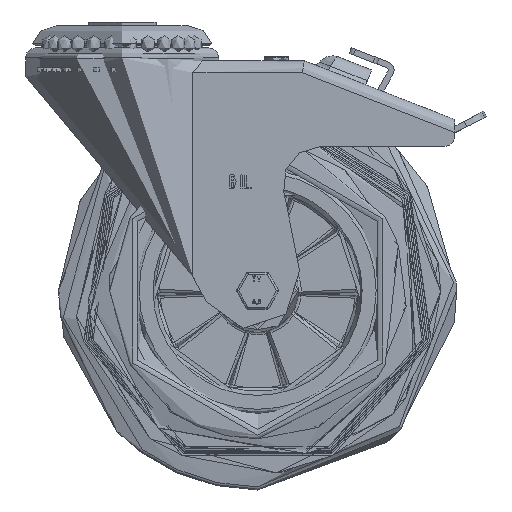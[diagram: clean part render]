
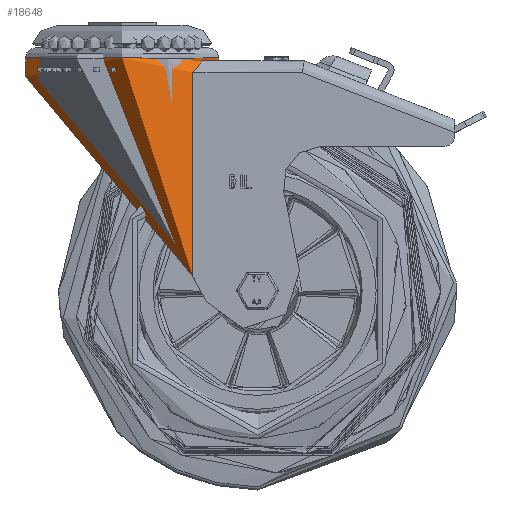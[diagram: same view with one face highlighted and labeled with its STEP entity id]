
A CAD part, front view. The second image highlights one B-rep face of the part: STEP entity #18648.
In plain terms, the highlighted cylindrical face has radius 48.5 mm (diameter 97 mm), a full revolution.
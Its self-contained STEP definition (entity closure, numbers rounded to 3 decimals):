
#292=B_SPLINE_CURVE_WITH_KNOTS('',3,(#28436,#28437,#28438,#28439,#28440,
#28441,#28442,#28443,#28444,#28445),.UNSPECIFIED.,.F.,.F.,(4,2,2,2,4),(-3.035,
-2.748,-2.46,-2.233,-2.006),
 .UNSPECIFIED.);
#293=B_SPLINE_CURVE_WITH_KNOTS('',3,(#28449,#28450,#28451,#28452,#28453,
#28454,#28455,#28456,#28457,#28458,#28459,#28460,#28461,#28462,#28463,#28464,
#28465,#28466,#28467,#28468,#28469,#28470,#28471,#28472,#28473,#28474,#28475,
#28476,#28477,#28478,#28479,#28480,#28481,#28482,#28483,#28484,#28485,#28486,
#28487,#28488,#28489,#28490,#28491,#28492,#28493,#28494,#28495,#28496,#28497,
#28498,#28499,#28500,#28501,#28502),.UNSPECIFIED.,.F.,.F.,(4,2,2,2,2,2,
2,2,2,2,2,2,2,2,2,2,2,2,2,2,2,2,2,2,2,2,4),(-33.797,-33.02,
-31.487,-29.955,-28.422,-26.889,
-25.656,-24.423,-23.19,-21.957,
-21.126,-20.295,-19.465,-18.634,
-17.803,-16.972,-16.142,-15.311,
-14.078,-12.845,-11.612,-10.379,
-8.846,-7.313,-5.78,-4.247,
-3.471),.UNSPECIFIED.);
#294=B_SPLINE_CURVE_WITH_KNOTS('',3,(#28505,#28506,#28507,#28508,#28509,
#28510,#28511,#28512,#28513,#28514),.UNSPECIFIED.,.F.,.F.,(4,2,2,2,4),(0.,
0.227,0.454,0.741,1.029),
 .UNSPECIFIED.);
#1638=CYLINDRICAL_SURFACE('',#20294,48.5);
#2190=LINE('',#28432,#3389);
#2191=LINE('',#28447,#3390);
#2192=LINE('',#28504,#3391);
#3389=VECTOR('',#23169,48.5);
#3390=VECTOR('',#23172,1000.);
#3391=VECTOR('',#23173,1000.);
#4667=FACE_OUTER_BOUND('',#5820,.T.);
#5820=EDGE_LOOP('',(#13717,#13718,#13719,#13720,#13721,#13722,#13723,#13724,
#13725,#13726));
#7016=CIRCLE('',#20261,48.5);
#7040=CIRCLE('',#20295,48.5);
#7041=CIRCLE('',#20296,48.5);
#8284=VERTEX_POINT('',#28361);
#8309=VERTEX_POINT('',#28429);
#8310=VERTEX_POINT('',#28430);
#8311=VERTEX_POINT('',#28433);
#8312=VERTEX_POINT('',#28435);
#8313=VERTEX_POINT('',#28446);
#8314=VERTEX_POINT('',#28448);
#8315=VERTEX_POINT('',#28503);
#10266=EDGE_CURVE('',#8284,#8284,#7016,.T.);
#10299=EDGE_CURVE('',#8309,#8310,#7040,.T.);
#10300=EDGE_CURVE('',#8310,#8284,#2190,.T.);
#10301=EDGE_CURVE('',#8310,#8311,#7041,.T.);
#10302=EDGE_CURVE('',#8312,#8311,#292,.F.);
#10303=EDGE_CURVE('',#8312,#8313,#2191,.T.);
#10304=EDGE_CURVE('',#8313,#8314,#293,.T.);
#10305=EDGE_CURVE('',#8314,#8315,#2192,.T.);
#10306=EDGE_CURVE('',#8309,#8315,#294,.F.);
#13717=ORIENTED_EDGE('',*,*,#10299,.T.);
#13718=ORIENTED_EDGE('',*,*,#10300,.T.);
#13719=ORIENTED_EDGE('',*,*,#10266,.F.);
#13720=ORIENTED_EDGE('',*,*,#10300,.F.);
#13721=ORIENTED_EDGE('',*,*,#10301,.T.);
#13722=ORIENTED_EDGE('',*,*,#10302,.F.);
#13723=ORIENTED_EDGE('',*,*,#10303,.T.);
#13724=ORIENTED_EDGE('',*,*,#10304,.T.);
#13725=ORIENTED_EDGE('',*,*,#10305,.T.);
#13726=ORIENTED_EDGE('',*,*,#10306,.F.);
#18648=ADVANCED_FACE('',(#4667),#1638,.T.);
#20261=AXIS2_PLACEMENT_3D('',#28362,#23090,#23091);
#20294=AXIS2_PLACEMENT_3D('',#28428,#23165,#23166);
#20295=AXIS2_PLACEMENT_3D('',#28431,#23167,#23168);
#20296=AXIS2_PLACEMENT_3D('',#28434,#23170,#23171);
#23090=DIRECTION('center_axis',(0.,0.,1.));
#23091=DIRECTION('ref_axis',(-1.,0.,0.));
#23165=DIRECTION('center_axis',(0.,0.,-1.));
#23166=DIRECTION('ref_axis',(-1.,0.,0.));
#23167=DIRECTION('center_axis',(0.,0.,1.));
#23168=DIRECTION('ref_axis',(-1.,0.,0.));
#23169=DIRECTION('',(0.,0.,1.));
#23170=DIRECTION('center_axis',(0.,0.,1.));
#23171=DIRECTION('ref_axis',(-1.,0.,0.));
#23172=DIRECTION('',(0.,0.,-1.));
#23173=DIRECTION('',(0.,0.,1.));
#28361=CARTESIAN_POINT('',(48.5,0.,-6.));
#28362=CARTESIAN_POINT('Origin',(0.,0.,-6.));
#28428=CARTESIAN_POINT('Origin',(0.,0.,-2.));
#28429=CARTESIAN_POINT('',(40.29,-27.,-7.5));
#28430=CARTESIAN_POINT('',(48.5,0.,-7.5));
#28431=CARTESIAN_POINT('Origin',(0.,0.,-7.5));
#28432=CARTESIAN_POINT('',(48.5,0.,-2.));
#28433=CARTESIAN_POINT('',(40.29,27.,-7.5));
#28434=CARTESIAN_POINT('Origin',(0.,0.,-7.5));
#28435=CARTESIAN_POINT('',(35.542,33.,-13.5));
#28436=CARTESIAN_POINT('Ctrl Pts',(40.29,27.,-7.5));
#28437=CARTESIAN_POINT('Ctrl Pts',(39.756,27.796,-7.5));
#28438=CARTESIAN_POINT('Ctrl Pts',(39.157,28.634,-7.666));
#28439=CARTESIAN_POINT('Ctrl Pts',(37.983,30.174,-8.339));
#28440=CARTESIAN_POINT('Ctrl Pts',(37.409,30.877,-8.846));
#28441=CARTESIAN_POINT('Ctrl Pts',(36.556,31.878,-9.946));
#28442=CARTESIAN_POINT('Ctrl Pts',(36.193,32.287,-10.565));
#28443=CARTESIAN_POINT('Ctrl Pts',(35.684,32.848,-11.963));
#28444=CARTESIAN_POINT('Ctrl Pts',(35.542,33.,-12.744));
#28445=CARTESIAN_POINT('Ctrl Pts',(35.542,33.,-13.5));
#28446=CARTESIAN_POINT('',(35.542,33.,-116.011));
#28447=CARTESIAN_POINT('',(35.542,33.,-74.75));
#28448=CARTESIAN_POINT('',(35.542,-33.,-116.011));
#28449=CARTESIAN_POINT('Ctrl Pts',(35.542,33.,-116.011));
#28450=CARTESIAN_POINT('Ctrl Pts',(34.365,34.268,-113.919));
#28451=CARTESIAN_POINT('Ctrl Pts',(33.161,35.428,-111.83));
#28452=CARTESIAN_POINT('Ctrl Pts',(29.589,38.557,-105.772));
#28453=CARTESIAN_POINT('Ctrl Pts',(26.971,40.44,-101.515));
#28454=CARTESIAN_POINT('Ctrl Pts',(21.334,43.677,-92.8));
#28455=CARTESIAN_POINT('Ctrl Pts',(18.314,45.032,-88.341));
#28456=CARTESIAN_POINT('Ctrl Pts',(12.003,47.108,-79.48));
#28457=CARTESIAN_POINT('Ctrl Pts',(8.712,47.829,-75.075));
#28458=CARTESIAN_POINT('Ctrl Pts',(2.036,48.573,-66.55));
#28459=CARTESIAN_POINT('Ctrl Pts',(-1.348,48.596,-62.431));
#28460=CARTESIAN_POINT('Ctrl Pts',(-7.336,48.017,-55.445));
#28461=CARTESIAN_POINT('Ctrl Pts',(-10.17,47.517,-52.249));
#28462=CARTESIAN_POINT('Ctrl Pts',(-15.963,45.896,-45.952));
#28463=CARTESIAN_POINT('Ctrl Pts',(-18.923,44.775,-42.852));
#28464=CARTESIAN_POINT('Ctrl Pts',(-24.74,41.842,-36.962));
#28465=CARTESIAN_POINT('Ctrl Pts',(-27.6,40.029,-34.17));
#28466=CARTESIAN_POINT('Ctrl Pts',(-32.987,35.721,-29.066));
#28467=CARTESIAN_POINT('Ctrl Pts',(-35.512,33.226,-26.753));
#28468=CARTESIAN_POINT('Ctrl Pts',(-39.276,28.557,-23.383));
#28469=CARTESIAN_POINT('Ctrl Pts',(-40.748,26.438,-22.089));
#28470=CARTESIAN_POINT('Ctrl Pts',(-43.405,21.803,-19.786));
#28471=CARTESIAN_POINT('Ctrl Pts',(-44.589,19.288,-18.777));
#28472=CARTESIAN_POINT('Ctrl Pts',(-46.519,14.004,-17.146));
#28473=CARTESIAN_POINT('Ctrl Pts',(-47.268,11.23,-16.522));
#28474=CARTESIAN_POINT('Ctrl Pts',(-48.258,5.613,-15.699));
#28475=CARTESIAN_POINT('Ctrl Pts',(-48.5,2.769,-15.5));
#28476=CARTESIAN_POINT('Ctrl Pts',(-48.5,-2.769,-15.5));
#28477=CARTESIAN_POINT('Ctrl Pts',(-48.258,-5.613,-15.699));
#28478=CARTESIAN_POINT('Ctrl Pts',(-47.268,-11.23,
-16.522));
#28479=CARTESIAN_POINT('Ctrl Pts',(-46.519,-14.004,
-17.146));
#28480=CARTESIAN_POINT('Ctrl Pts',(-44.589,-19.288,
-18.777));
#28481=CARTESIAN_POINT('Ctrl Pts',(-43.405,-21.803,
-19.786));
#28482=CARTESIAN_POINT('Ctrl Pts',(-40.748,-26.438,
-22.089));
#28483=CARTESIAN_POINT('Ctrl Pts',(-39.276,-28.557,
-23.383));
#28484=CARTESIAN_POINT('Ctrl Pts',(-35.512,-33.226,
-26.753));
#28485=CARTESIAN_POINT('Ctrl Pts',(-32.987,-35.721,
-29.066));
#28486=CARTESIAN_POINT('Ctrl Pts',(-27.6,-40.029,-34.17));
#28487=CARTESIAN_POINT('Ctrl Pts',(-24.74,-41.842,
-36.962));
#28488=CARTESIAN_POINT('Ctrl Pts',(-18.923,-44.775,
-42.852));
#28489=CARTESIAN_POINT('Ctrl Pts',(-15.963,-45.896,
-45.952));
#28490=CARTESIAN_POINT('Ctrl Pts',(-10.17,-47.517,
-52.249));
#28491=CARTESIAN_POINT('Ctrl Pts',(-7.336,-48.017,
-55.445));
#28492=CARTESIAN_POINT('Ctrl Pts',(-1.348,-48.596,-62.431));
#28493=CARTESIAN_POINT('Ctrl Pts',(2.036,-48.573,-66.55));
#28494=CARTESIAN_POINT('Ctrl Pts',(8.712,-47.829,-75.075));
#28495=CARTESIAN_POINT('Ctrl Pts',(12.003,-47.108,-79.48));
#28496=CARTESIAN_POINT('Ctrl Pts',(18.314,-45.032,-88.341));
#28497=CARTESIAN_POINT('Ctrl Pts',(21.334,-43.677,-92.8));
#28498=CARTESIAN_POINT('Ctrl Pts',(26.971,-40.44,-101.515));
#28499=CARTESIAN_POINT('Ctrl Pts',(29.589,-38.557,-105.772));
#28500=CARTESIAN_POINT('Ctrl Pts',(33.161,-35.428,-111.83));
#28501=CARTESIAN_POINT('Ctrl Pts',(34.365,-34.268,-113.919));
#28502=CARTESIAN_POINT('Ctrl Pts',(35.542,-33.,-116.011));
#28503=CARTESIAN_POINT('',(35.542,-33.,-13.5));
#28504=CARTESIAN_POINT('',(35.542,-33.,-74.75));
#28505=CARTESIAN_POINT('Ctrl Pts',(35.542,-33.,-13.5));
#28506=CARTESIAN_POINT('Ctrl Pts',(35.542,-33.,-12.744));
#28507=CARTESIAN_POINT('Ctrl Pts',(35.684,-32.848,-11.963));
#28508=CARTESIAN_POINT('Ctrl Pts',(36.193,-32.287,-10.565));
#28509=CARTESIAN_POINT('Ctrl Pts',(36.556,-31.878,-9.946));
#28510=CARTESIAN_POINT('Ctrl Pts',(37.409,-30.877,-8.846));
#28511=CARTESIAN_POINT('Ctrl Pts',(37.983,-30.174,-8.339));
#28512=CARTESIAN_POINT('Ctrl Pts',(39.157,-28.634,-7.666));
#28513=CARTESIAN_POINT('Ctrl Pts',(39.756,-27.796,-7.5));
#28514=CARTESIAN_POINT('Ctrl Pts',(40.29,-27.,-7.5));
